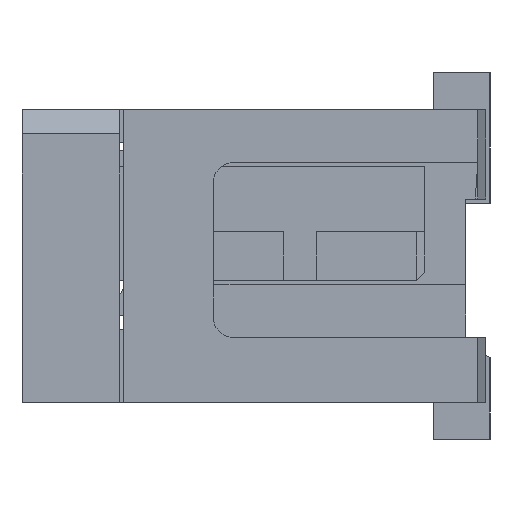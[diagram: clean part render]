
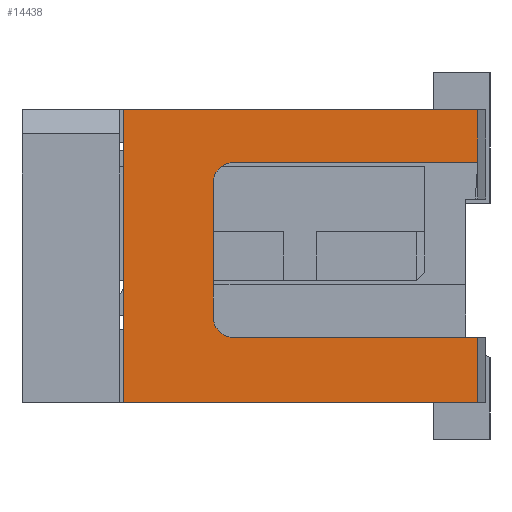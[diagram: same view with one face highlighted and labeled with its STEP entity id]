
A CAD part, left-side view. The second image highlights one B-rep face of the part: STEP entity #14438.
In plain terms, the highlighted planar face has unit normal (-1, 0, 0).
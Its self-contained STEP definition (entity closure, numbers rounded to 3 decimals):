
#1=CARTESIAN_POINT('',(-8.925,3.1,0.9));
#2=DIRECTION('',(-1.,0.,0.));
#3=DIRECTION('',(0.,0.,1.));
#4=AXIS2_PLACEMENT_3D('',#1,#2,#3);
#6=DIRECTION('',(0.,0.,-1.));
#7=VECTOR('',#6,1.65);
#8=CARTESIAN_POINT('',(-8.925,3.35,0.9));
#9=LINE('',#8,#7);
#10=CARTESIAN_POINT('',(-8.925,3.1,-0.75));
#11=DIRECTION('',(-1.,0.,0.));
#12=DIRECTION('',(0.,1.,0.));
#13=AXIS2_PLACEMENT_3D('',#10,#11,#12);
#15=DIRECTION('',(0.,0.,-1.));
#16=VECTOR('',#15,0.8);
#17=CARTESIAN_POINT('',(-8.925,0.1,-1.));
#18=LINE('',#17,#16);
#19=DIRECTION('',(0.,1.,0.));
#20=VECTOR('',#19,4.35);
#21=CARTESIAN_POINT('',(-8.925,0.1,-1.8));
#22=LINE('',#21,#20);
#23=DIRECTION('',(0.,-1.,0.));
#24=VECTOR('',#23,4.35);
#25=CARTESIAN_POINT('',(-8.925,4.45,1.8));
#26=LINE('',#25,#24);
#27=DIRECTION('',(0.,0.,-1.));
#28=VECTOR('',#27,0.65);
#29=CARTESIAN_POINT('',(-8.925,0.1,1.8));
#30=LINE('',#29,#28);
#31=DIRECTION('',(0.,1.,0.));
#32=VECTOR('',#31,3.);
#33=CARTESIAN_POINT('',(-8.925,0.1,1.15));
#34=LINE('',#33,#32);
#265=DIRECTION('',(0.,0.,-1.));
#266=VECTOR('',#265,3.6);
#267=CARTESIAN_POINT('',(-8.925,4.45,1.8));
#268=LINE('',#267,#266);
#4248=DIRECTION('',(0.,1.,0.));
#4249=VECTOR('',#4248,3.);
#4250=CARTESIAN_POINT('',(-8.925,0.1,-1.));
#4251=LINE('',#4250,#4249);
#10933=CARTESIAN_POINT('',(-8.925,4.45,1.8));
#10935=VERTEX_POINT('',#10933);
#10997=CARTESIAN_POINT('',(-8.925,3.1,1.15));
#10998=CARTESIAN_POINT('',(-8.925,3.35,0.9));
#10999=VERTEX_POINT('',#10997);
#11000=VERTEX_POINT('',#10998);
#11001=CARTESIAN_POINT('',(-8.925,3.35,-0.75));
#11002=VERTEX_POINT('',#11001);
#11003=CARTESIAN_POINT('',(-8.925,3.1,-1.));
#11004=VERTEX_POINT('',#11003);
#11005=CARTESIAN_POINT('',(-8.925,0.1,1.15));
#11006=VERTEX_POINT('',#11005);
#11011=CARTESIAN_POINT('',(-8.925,4.45,-1.8));
#11013=VERTEX_POINT('',#11011);
#11439=CARTESIAN_POINT('',(-8.925,0.1,-1.));
#11440=CARTESIAN_POINT('',(-8.925,0.1,-1.8));
#11441=VERTEX_POINT('',#11439);
#11442=VERTEX_POINT('',#11440);
#11449=CARTESIAN_POINT('',(-8.925,0.1,1.8));
#11450=VERTEX_POINT('',#11449);
#14411=CARTESIAN_POINT('',(-8.925,0.,0.));
#14412=DIRECTION('',(1.,0.,0.));
#14413=DIRECTION('',(0.,0.,-1.));
#14414=AXIS2_PLACEMENT_3D('',#14411,#14412,#14413);
#14415=PLANE('',#14414);
#14417=ORIENTED_EDGE('',*,*,#14416,.T.);
#14419=ORIENTED_EDGE('',*,*,#14418,.T.);
#14421=ORIENTED_EDGE('',*,*,#14420,.T.);
#14423=ORIENTED_EDGE('',*,*,#14422,.F.);
#14425=ORIENTED_EDGE('',*,*,#14424,.T.);
#14427=ORIENTED_EDGE('',*,*,#14426,.T.);
#14429=ORIENTED_EDGE('',*,*,#14428,.F.);
#14431=ORIENTED_EDGE('',*,*,#14430,.T.);
#14433=ORIENTED_EDGE('',*,*,#14432,.T.);
#14435=ORIENTED_EDGE('',*,*,#14434,.T.);
#14436=EDGE_LOOP('',(#14417,#14419,#14421,#14423,#14425,#14427,#14429,#14431,
#14433,#14435));
#14437=FACE_OUTER_BOUND('',#14436,.F.);
#14438=ADVANCED_FACE('',(#14437),#14415,.F.);
#5=CIRCLE('',#4,0.25);
#14=CIRCLE('',#13,0.25);
#14416=EDGE_CURVE('',#10999,#11000,#5,.T.);
#14418=EDGE_CURVE('',#11000,#11002,#9,.T.);
#14420=EDGE_CURVE('',#11002,#11004,#14,.T.);
#14422=EDGE_CURVE('',#11441,#11004,#4251,.T.);
#14424=EDGE_CURVE('',#11441,#11442,#18,.T.);
#14426=EDGE_CURVE('',#11442,#11013,#22,.T.);
#14428=EDGE_CURVE('',#10935,#11013,#268,.T.);
#14430=EDGE_CURVE('',#10935,#11450,#26,.T.);
#14432=EDGE_CURVE('',#11450,#11006,#30,.T.);
#14434=EDGE_CURVE('',#11006,#10999,#34,.T.);
